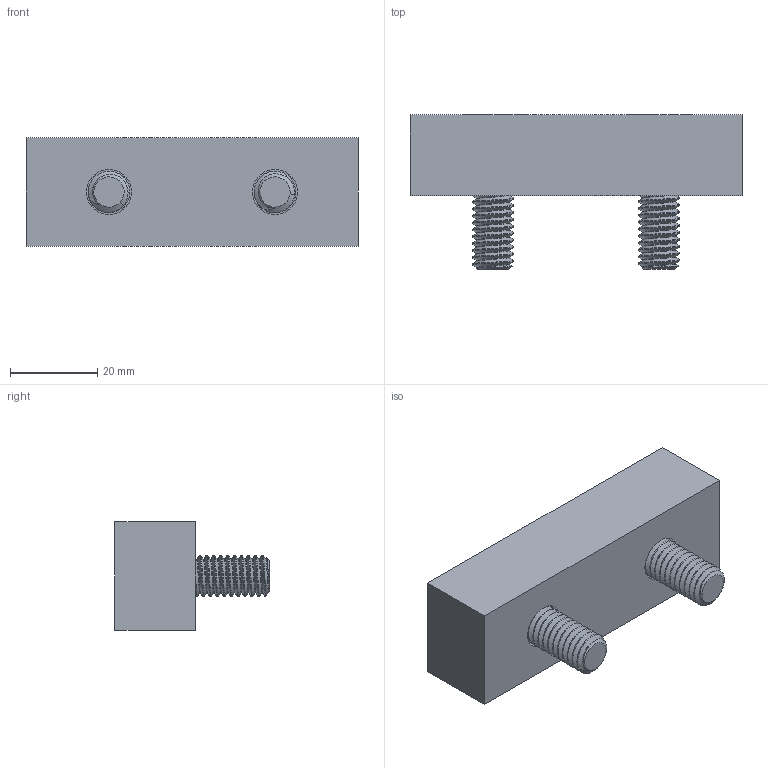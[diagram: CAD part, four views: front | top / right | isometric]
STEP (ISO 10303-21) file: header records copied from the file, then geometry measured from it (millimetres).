
FILE_DESCRIPTION (( 'STEP AP214' ), '1' );
FILE_NAME ('33260.STEP', '2018-04-17T13:15:35', ( 'Mike W' ), ( '' ), 'SwSTEP 2.0', 'SolidWorks 2017', '' );
FILE_SCHEMA (( 'AUTOMOTIVE_DESIGN' ));
Length unit declared in the file: inch
Products named in the file (3): 38161 SHCS_38161 SHCS; 332601_332601; 33260
Assembly tree (3 placements, depth 2):
  33260
    332601_332601
    38161 SHCS_38161 SHCS  x2
Bounding box: 76.2 x 35.4 x 24.89 mm (x, y, z)
Volume: 35403.6 mm3; surface area: 12772.7 mm2
Topology: 3 solids, 3 shells, 200 faces, 532 edges, 344 vertices
Faces by surface type: cylinder 142, plane 28, cone 26, bspline 4
Entity records: 5102 total; most frequent: CARTESIAN_POINT 2691, ORIENTED_EDGE 568, DIRECTION 402, EDGE_CURVE 284, VERTEX_POINT 184, AXIS2_PLACEMENT_3D 149, EDGE_LOOP 116, FACE_OUTER_BOUND 108
